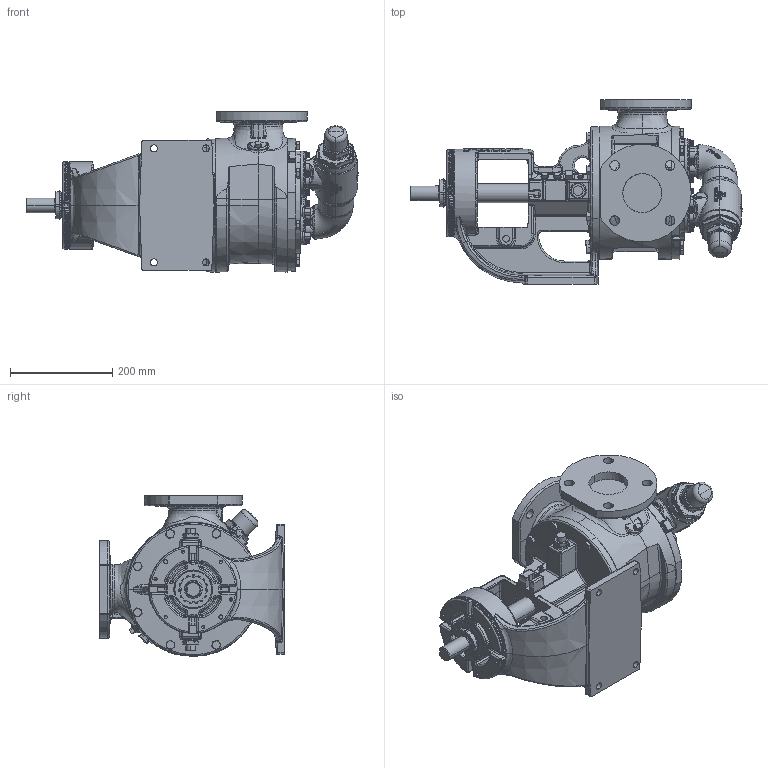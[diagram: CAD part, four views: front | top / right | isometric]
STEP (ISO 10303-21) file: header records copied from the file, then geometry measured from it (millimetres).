
FILE_DESCRIPTION (( 'STEP AP214' ), '1' );
FILE_NAME ('LL124E.STEP', '2018-02-01T20:16:31', ( '' ), ( '' ), 'SwSTEP 2.0', 'SolidWorks 2017', '' );
FILE_SCHEMA (( 'AUTOMOTIVE_DESIGN' ));
Length unit declared in the file: inch
Products named in the file (2): LL124E
Bounding box: 648.14 x 360.43 x 312.98 mm (x, y, z)
Volume: 15723344.6 mm3; surface area: 931388.5 mm2
Topology: 1 solids, 1 shells, 4376 faces, 11166 edges, 6877 vertices
Faces by surface type: plane 1426, bspline 936, cylinder 852, cone 827, torus 223, sphere 112
Entity records: 264634 total; most frequent: CARTESIAN_POINT 130336, ORIENTED_EDGE 22148, DIRECTION 17924, EDGE_CURVE 11074, AXIS2_PLACEMENT_3D 7211, VERTEX_POINT 6875, EDGE_LOOP 4611, ADVANCED_FACE 4376
